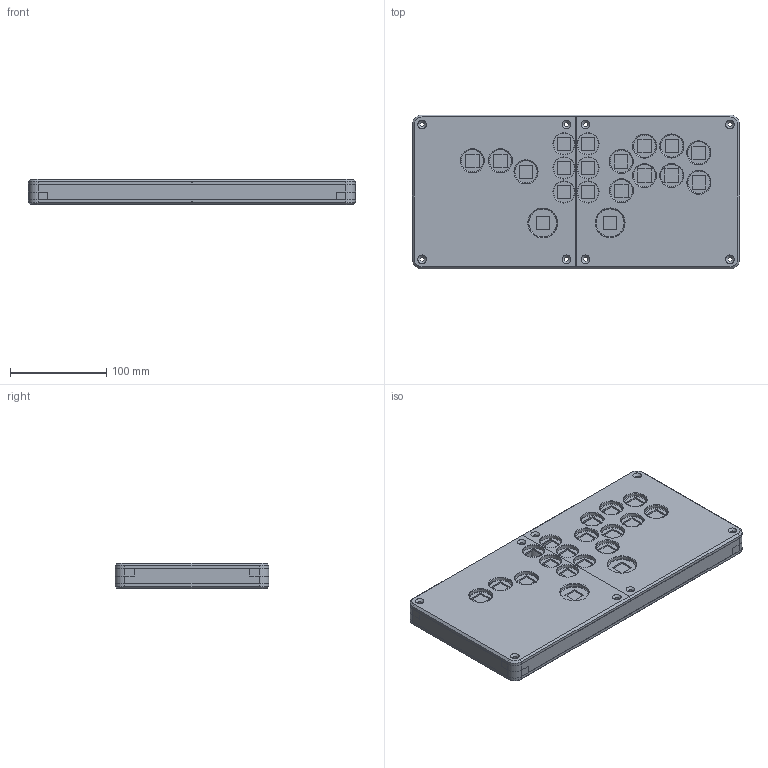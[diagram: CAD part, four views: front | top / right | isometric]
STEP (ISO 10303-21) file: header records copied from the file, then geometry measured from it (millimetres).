
FILE_DESCRIPTION(/* description */ ('','CAx-IF Rec.Pracs.---Representation and Presentation of Product Manufacturing Information (PMI)---4.0---2014-10-13'),/* implementation_level */ '2;1');
FILE_NAME(/* name */ 'Open Stick Modular - Slim (OSM-Slim).step',/* time_stamp */ '2025-03-07T09:31:30-05:00',/* author */ (''),/* organization */ (''),/* preprocessor_version */ 'ST-DEVELOPER v20',/* originating_system */ 'Autodesk Translation Framework v13.20.0.188',/* authorisation */ '');
FILE_SCHEMA (('AP242_MANAGED_MODEL_BASED_3D_ENGINEERING_MIM_LF { 1 0 10303 442 1 1 4 }'));
Length unit declared in the file: millimetre
Products named in the file (1): Accessibility stick
Bounding box: 340 x 160 x 26 mm (x, y, z)
Volume: 665272.9 mm3; surface area: 289243.4 mm2
Topology: 9 solids, 9 shells, 458 faces, 1166 edges, 764 vertices
Faces by surface type: plane 302, cone 85, cylinder 71
Full cylindrical faces by diameter (mm): 4.5 x16, 14 x1, 20 x1, 22.05 x6, 24.05 x11, 30.05 x2
Entity records: 13972 total; most frequent: CARTESIAN_POINT 2389, DIRECTION 2365, ORIENTED_EDGE 2332, EDGE_CURVE 1166, LINE 885, VECTOR 885, VERTEX_POINT 764, AXIS2_PLACEMENT_3D 740
